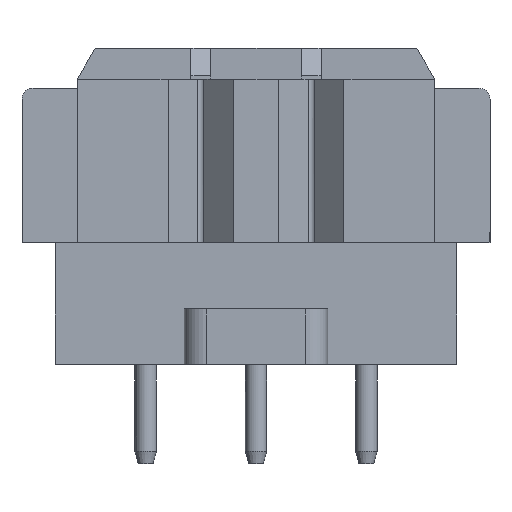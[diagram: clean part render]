
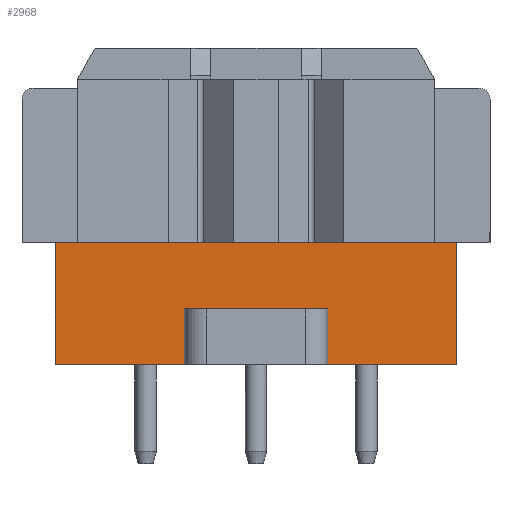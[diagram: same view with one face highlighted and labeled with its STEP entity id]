
A CAD part, left-side view. The second image highlights one B-rep face of the part: STEP entity #2968.
In plain terms, the highlighted planar face has unit normal (-1, 0, 0).
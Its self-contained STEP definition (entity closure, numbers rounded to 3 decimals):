
#2916=AXIS2_PLACEMENT_3D('Plane Axis2P3D',#2913,#2914,#2915) ;
#1961=CARTESIAN_POINT('Vertex',(4.95,19.7,10.)) ;
#1964=CARTESIAN_POINT('Line Origine',(4.95,10.6,10.)) ;
#1968=CARTESIAN_POINT('Vertex',(4.95,1.5,10.)) ;
#2821=CARTESIAN_POINT('Vertex',(4.95,19.7,4.5)) ;
#2824=CARTESIAN_POINT('Line Origine',(4.95,19.7,7.25)) ;
#2913=CARTESIAN_POINT('Axis2P3D Location',(4.95,19.7,1.3)) ;
#2918=CARTESIAN_POINT('Line Origine',(4.95,4.425,4.5)) ;
#2922=CARTESIAN_POINT('Vertex',(4.95,7.35,4.5)) ;
#2924=CARTESIAN_POINT('Vertex',(4.95,1.5,4.5)) ;
#2927=CARTESIAN_POINT('Line Origine',(4.95,1.5,7.25)) ;
#2932=CARTESIAN_POINT('Line Origine',(4.95,16.775,4.5)) ;
#2936=CARTESIAN_POINT('Vertex',(4.95,13.85,4.5)) ;
#2939=CARTESIAN_POINT('Line Origine',(4.95,13.85,5.75)) ;
#2943=CARTESIAN_POINT('Vertex',(4.95,13.85,7.)) ;
#2946=CARTESIAN_POINT('Line Origine',(4.95,10.6,7.)) ;
#2950=CARTESIAN_POINT('Vertex',(4.95,7.35,7.)) ;
#2953=CARTESIAN_POINT('Line Origine',(4.95,7.35,5.75)) ;
#1965=DIRECTION('Vector Direction',(0.,-1.,0.)) ;
#2825=DIRECTION('Vector Direction',(0.,0.,1.)) ;
#2914=DIRECTION('Axis2P3D Direction',(-1.,0.,0.)) ;
#2915=DIRECTION('Axis2P3D XDirection',(0.,-1.,0.)) ;
#2919=DIRECTION('Vector Direction',(0.,-1.,0.)) ;
#2928=DIRECTION('Vector Direction',(0.,0.,1.)) ;
#2933=DIRECTION('Vector Direction',(0.,-1.,0.)) ;
#2940=DIRECTION('Vector Direction',(0.,0.,1.)) ;
#2947=DIRECTION('Vector Direction',(0.,-1.,0.)) ;
#2954=DIRECTION('Vector Direction',(0.,0.,1.)) ;
#1966=VECTOR('Line Direction',#1965,1.) ;
#2826=VECTOR('Line Direction',#2825,1.) ;
#2920=VECTOR('Line Direction',#2919,1.) ;
#2929=VECTOR('Line Direction',#2928,1.) ;
#2934=VECTOR('Line Direction',#2933,1.) ;
#2941=VECTOR('Line Direction',#2940,1.) ;
#2948=VECTOR('Line Direction',#2947,1.) ;
#2955=VECTOR('Line Direction',#2954,1.) ;
#2959=ORIENTED_EDGE('',*,*,#2926,.T.) ;
#2960=ORIENTED_EDGE('',*,*,#2931,.T.) ;
#2961=ORIENTED_EDGE('',*,*,#1970,.F.) ;
#2962=ORIENTED_EDGE('',*,*,#2828,.F.) ;
#2963=ORIENTED_EDGE('',*,*,#2938,.T.) ;
#2964=ORIENTED_EDGE('',*,*,#2945,.T.) ;
#2965=ORIENTED_EDGE('',*,*,#2952,.F.) ;
#2966=ORIENTED_EDGE('',*,*,#2957,.F.) ;
#2968=ADVANCED_FACE('HOUSING',(#2967),#2917,.T.) ;
#1970=EDGE_CURVE('',#1962,#1969,#1967,.T.) ;
#2828=EDGE_CURVE('',#2822,#1962,#2827,.T.) ;
#2926=EDGE_CURVE('',#2923,#2925,#2921,.T.) ;
#2931=EDGE_CURVE('',#2925,#1969,#2930,.T.) ;
#2938=EDGE_CURVE('',#2822,#2937,#2935,.T.) ;
#2945=EDGE_CURVE('',#2937,#2944,#2942,.T.) ;
#2952=EDGE_CURVE('',#2951,#2944,#2949,.F.) ;
#2957=EDGE_CURVE('',#2923,#2951,#2956,.T.) ;
#2958=EDGE_LOOP('',(#2959,#2960,#2961,#2962,#2963,#2964,#2965,#2966)) ;
#2967=FACE_OUTER_BOUND('',#2958,.T.) ;
#1967=LINE('Line',#1964,#1966) ;
#2827=LINE('Line',#2824,#2826) ;
#2921=LINE('Line',#2918,#2920) ;
#2930=LINE('Line',#2927,#2929) ;
#2935=LINE('Line',#2932,#2934) ;
#2942=LINE('Line',#2939,#2941) ;
#2949=LINE('Line',#2946,#2948) ;
#2956=LINE('Line',#2953,#2955) ;
#2917=PLANE('',#2916) ;
#1962=VERTEX_POINT('',#1961) ;
#1969=VERTEX_POINT('',#1968) ;
#2822=VERTEX_POINT('',#2821) ;
#2923=VERTEX_POINT('',#2922) ;
#2925=VERTEX_POINT('',#2924) ;
#2937=VERTEX_POINT('',#2936) ;
#2944=VERTEX_POINT('',#2943) ;
#2951=VERTEX_POINT('',#2950) ;
